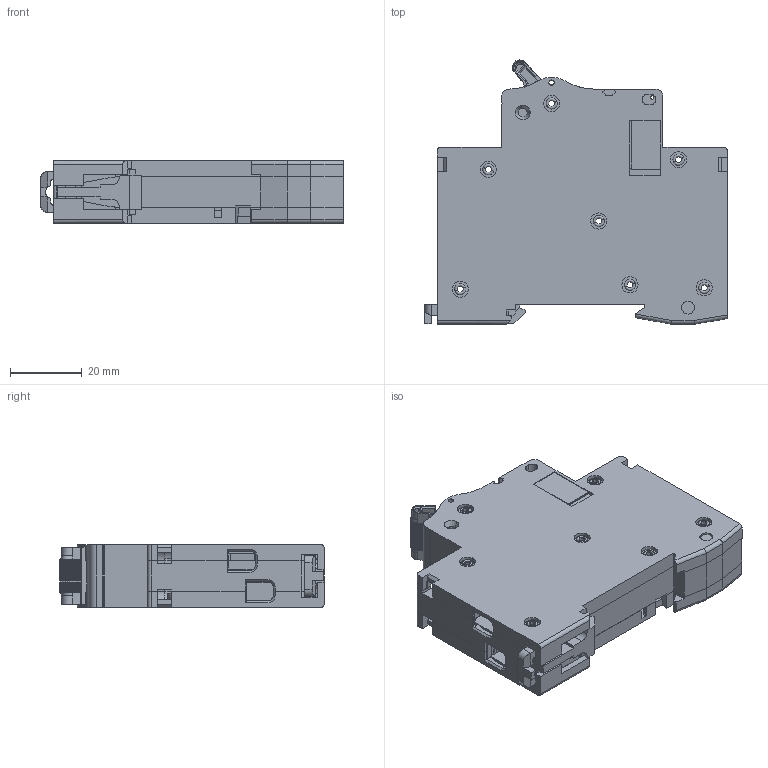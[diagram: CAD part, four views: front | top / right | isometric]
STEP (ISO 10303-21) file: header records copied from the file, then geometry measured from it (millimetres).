
FILE_DESCRIPTION (( 'STEP AP214' ), '1' );
FILE_NAME ('2LD.250.1001.STEP', '2018-02-24T03:48:52', ( '' ), ( '' ), 'SwSTEP 2.0', 'SolidWorks 2011', '' );
FILE_SCHEMA (( 'AUTOMOTIVE_DESIGN' ));
Products named in the file (16): 8LD.551.137; 8LD.585.1001; 5LD.574.1001; 8LD.903.1000; 5LD.574.1002; 8LD.903.1001; 8LD.516.1008; 8LD.143.115; 8LD.315.141; 8LD.967.1000; 8LD.253.1006_Default; 8LD.315.1019; 8LD.315.1018; 8LD.024.1010; 2LD.250.1001; 5LD.550.1001
Assembly tree (25 placements, depth 3):
  2LD.250.1001
    8LD.967.1000  x7
    5LD.574.1001  x2
      8LD.903.1000
      8LD.516.1008
    5LD.574.1002  x2
      8LD.516.1008
      8LD.903.1001
    8LD.315.141  x2
    8LD.315.1018
    5LD.550.1001
      8LD.551.137
      8LD.585.1001
    8LD.315.1019
    8LD.253.1006_Default
    8LD.024.1010
    8LD.143.115
Bounding box: 84.5 x 73.73 x 17.5 mm (x, y, z)
Volume: 35443.9 mm3; surface area: 59252 mm2
Topology: 24 solids, 24 shells, 5076 faces, 13712 edges, 8628 vertices
Faces by surface type: plane 3106, cylinder 1545, cone 181, sphere 128, torus 89, bspline 27
Entity records: 132884 total; most frequent: CARTESIAN_POINT 24605, ORIENTED_EDGE 22876, DIRECTION 22308, EDGE_CURVE 11438, LINE 8400, VECTOR 8400, VERTEX_POINT 7402, AXIS2_PLACEMENT_3D 6954
